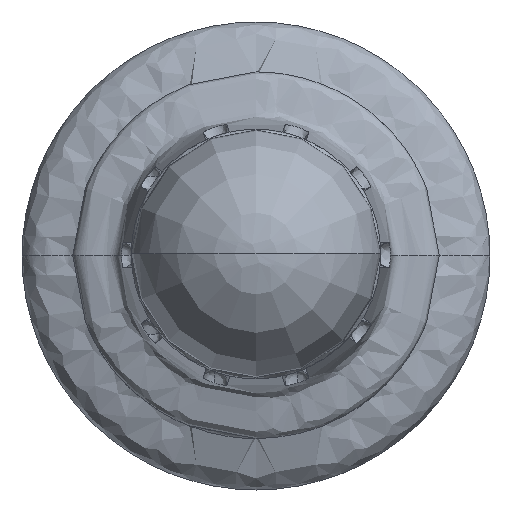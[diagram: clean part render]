
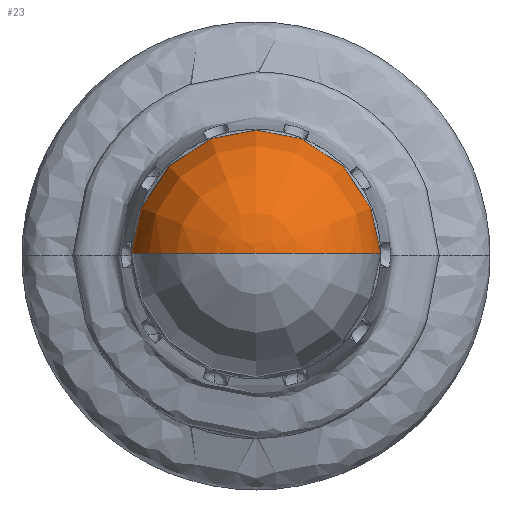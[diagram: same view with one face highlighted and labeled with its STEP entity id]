
A CAD part, top view. The second image highlights one B-rep face of the part: STEP entity #23.
In plain terms, the highlighted free-form (B-spline) face has degree [3, 2] with [7, 5] control points.
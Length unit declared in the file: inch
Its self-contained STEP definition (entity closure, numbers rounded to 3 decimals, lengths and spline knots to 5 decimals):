
#23=ADVANCED_FACE('',(#86),#946,.T.);
#86=FACE_OUTER_BOUND('',#149,.T.);
#149=EDGE_LOOP('',(#221,#222,#223));
#221=ORIENTED_EDGE('',*,*,#504,.F.);
#222=ORIENTED_EDGE('',*,*,#503,.T.);
#223=ORIENTED_EDGE('',*,*,#626,.F.);
#503=EDGE_CURVE('',#806,#805,#765,.T.);
#504=EDGE_CURVE('',#806,#885,#766,.T.);
#626=EDGE_CURVE('',#885,#805,#775,.T.);
#765=TRIMMED_CURVE($,#785,(#3468),(#3469),.T.,.CARTESIAN.);
#766=TRIMMED_CURVE($,#786,(#3471),(#3472),.T.,.CARTESIAN.);
#775=TRIMMED_CURVE($,#795,(#4384),(#4385),.T.,.CARTESIAN.);
#785=CIRCLE('',#1056,0.0625);
#786=CIRCLE('',#1057,0.02344);
#795=CIRCLE('',#1066,0.0625);
#805=VERTEX_POINT('',#3378);
#806=VERTEX_POINT('',#3379);
#885=VERTEX_POINT('',#3458);
#946=(
BOUNDED_SURFACE()
B_SPLINE_SURFACE(3,2,((#3128,#3129,#3130,#3131,#3132),(#3133,#3134,#3135,
#3136,#3137),(#3138,#3139,#3140,#3141,#3142),(#3143,#3144,#3145,#3146,#3147),
(#3148,#3149,#3150,#3151,#3152),(#3153,#3154,#3155,#3156,#3157),(#3158,
#3159,#3160,#3161,#3162)),.UNSPECIFIED.,.F.,.F.,.F.)
B_SPLINE_SURFACE_WITH_KNOTS((4,3,4),(3,2,3),(0.6951,0.78126,
0.86742),(0.,0.14711,0.29421),
 .UNSPECIFIED.)
GEOMETRIC_REPRESENTATION_ITEM()
RATIONAL_B_SPLINE_SURFACE(((1.,0.707,1.,0.707,1.),
(0.848,0.599,0.848,0.599,
0.848),(0.848,0.599,0.848,
0.599,0.848),(1.,0.707,1.,0.707,
1.),(0.848,0.599,0.848,0.599,
0.848),(0.848,0.599,0.848,
0.599,0.848),(1.,0.707,1.,0.707,
1.)))
REPRESENTATION_ITEM('')
SURFACE()
);
#1056=AXIS2_PLACEMENT_3D($,#3467,#1087,#1088);
#1057=AXIS2_PLACEMENT_3D($,#3470,#1089,#1090);
#1066=AXIS2_PLACEMENT_3D($,#4383,#1107,#1108);
#1087=DIRECTION('',(0.,1.,0.));
#1088=DIRECTION('',(-0.375,0.,-0.927));
#1089=DIRECTION('',(0.,0.,-1.));
#1090=DIRECTION('',(-1.,0.,0.));
#1107=DIRECTION('',(0.,-1.,0.));
#1108=DIRECTION('',(0.375,0.,-0.927));
#3128=CARTESIAN_POINT('',(0.47656,0.,0.62956));
#3129=CARTESIAN_POINT('',(0.47656,0.02344,0.62956));
#3130=CARTESIAN_POINT('',(0.5,0.02344,0.62956));
#3131=CARTESIAN_POINT('',(0.52344,0.02344,0.62956));
#3132=CARTESIAN_POINT('',(0.52344,0.,0.62956));
#3133=CARTESIAN_POINT('',(0.44759,0.,0.64128));
#3134=CARTESIAN_POINT('',(0.44759,0.05241,0.64128));
#3135=CARTESIAN_POINT('',(0.5,0.05241,0.64128));
#3136=CARTESIAN_POINT('',(0.55241,0.05241,0.64128));
#3137=CARTESIAN_POINT('',(0.55241,0.,0.64128));
#3138=CARTESIAN_POINT('',(0.43268,0.,0.66876));
#3139=CARTESIAN_POINT('',(0.43268,0.06732,0.66876));
#3140=CARTESIAN_POINT('',(0.5,0.06732,0.66876));
#3141=CARTESIAN_POINT('',(0.56732,0.06732,0.66876));
#3142=CARTESIAN_POINT('',(0.56732,0.,0.66876));
#3143=CARTESIAN_POINT('',(0.43865,0.,0.69944));
#3144=CARTESIAN_POINT('',(0.43865,0.06135,0.69944));
#3145=CARTESIAN_POINT('',(0.5,0.06135,0.69944));
#3146=CARTESIAN_POINT('',(0.56135,0.06135,0.69944));
#3147=CARTESIAN_POINT('',(0.56135,0.,0.69944));
#3148=CARTESIAN_POINT('',(0.44462,0.,0.73012));
#3149=CARTESIAN_POINT('',(0.44462,0.05538,0.73012));
#3150=CARTESIAN_POINT('',(0.5,0.05538,0.73012));
#3151=CARTESIAN_POINT('',(0.55538,0.05538,0.73012));
#3152=CARTESIAN_POINT('',(0.55538,0.,0.73012));
#3153=CARTESIAN_POINT('',(0.46874,0.,0.75));
#3154=CARTESIAN_POINT('',(0.46874,0.03126,0.75));
#3155=CARTESIAN_POINT('',(0.5,0.03126,0.75));
#3156=CARTESIAN_POINT('',(0.53126,0.03126,0.75));
#3157=CARTESIAN_POINT('',(0.53126,0.,0.75));
#3158=CARTESIAN_POINT('',(0.5,0.,0.75));
#3159=CARTESIAN_POINT('',(0.5,0.,0.75));
#3160=CARTESIAN_POINT('',(0.5,0.,0.75));
#3161=CARTESIAN_POINT('',(0.5,0.,0.75));
#3162=CARTESIAN_POINT('',(0.5,0.,0.75));
#3378=CARTESIAN_POINT('',(0.5,0.,0.75));
#3379=CARTESIAN_POINT('',(0.47656,0.,0.62956));
#3458=CARTESIAN_POINT('',(0.52344,0.,0.62956));
#3467=CARTESIAN_POINT('',(0.5,0.,0.6875));
#3468=CARTESIAN_POINT('',(0.47656,0.,0.62956));
#3469=CARTESIAN_POINT('',(0.5,0.,0.75));
#3470=CARTESIAN_POINT('',(0.5,0.,0.62956));
#3471=CARTESIAN_POINT('',(0.47656,0.,0.62956));
#3472=CARTESIAN_POINT('',(0.52344,0.,0.62956));
#4383=CARTESIAN_POINT('',(0.5,0.,0.6875));
#4384=CARTESIAN_POINT('',(0.52344,0.,0.62956));
#4385=CARTESIAN_POINT('',(0.5,0.,0.75));
